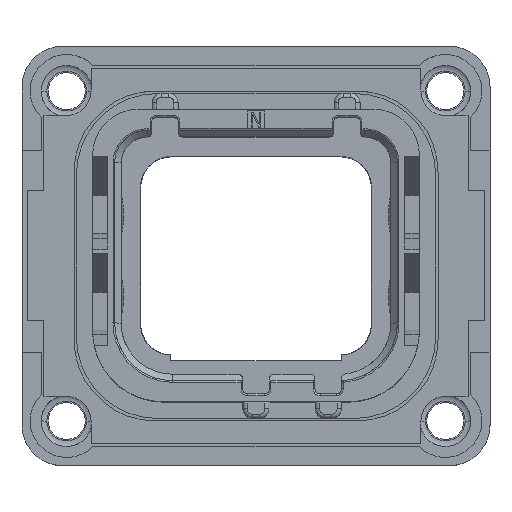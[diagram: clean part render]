
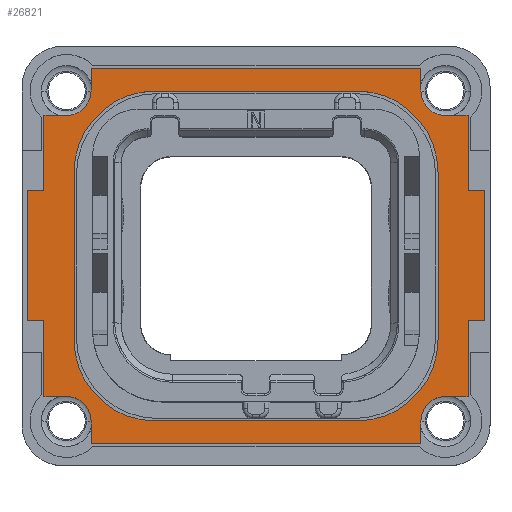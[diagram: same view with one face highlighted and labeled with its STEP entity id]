
A CAD part, top view. The second image highlights one B-rep face of the part: STEP entity #26821.
In plain terms, the highlighted planar face has unit normal (0, 0, 1).
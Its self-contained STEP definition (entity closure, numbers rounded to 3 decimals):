
#961=DIRECTION('',(0.,-1.,0.));
#962=VECTOR('',#961,4.65);
#963=CARTESIAN_POINT('',(-13.05,-4.,2.31));
#964=LINE('',#963,#962);
#965=DIRECTION('',(1.,0.,0.));
#966=VECTOR('',#965,1.);
#967=CARTESIAN_POINT('',(-14.05,-4.,2.31));
#968=LINE('',#967,#966);
#969=DIRECTION('',(0.,-1.,0.));
#970=VECTOR('',#969,8.);
#971=CARTESIAN_POINT('',(-14.05,4.,2.31));
#972=LINE('',#971,#970);
#973=DIRECTION('',(-1.,0.,0.));
#974=VECTOR('',#973,1.);
#975=CARTESIAN_POINT('',(-13.05,4.,2.31));
#976=LINE('',#975,#974);
#977=DIRECTION('',(0.,-1.,0.));
#978=VECTOR('',#977,4.65);
#979=CARTESIAN_POINT('',(-13.05,8.65,2.31));
#980=LINE('',#979,#978);
#981=DIRECTION('',(1.,0.,0.));
#982=VECTOR('',#981,1.4);
#983=CARTESIAN_POINT('',(-13.05,8.65,2.31));
#984=LINE('',#983,#982);
#985=CARTESIAN_POINT('',(-11.65,10.15,2.31));
#986=DIRECTION('',(0.,0.,1.));
#987=DIRECTION('',(0.,-1.,0.));
#988=AXIS2_PLACEMENT_3D('',#985,#986,#987);
#990=DIRECTION('',(0.,-1.,0.));
#991=VECTOR('',#990,1.4);
#992=CARTESIAN_POINT('',(-10.15,11.55,2.31));
#993=LINE('',#992,#991);
#994=DIRECTION('',(-1.,0.,0.));
#995=VECTOR('',#994,20.3);
#996=CARTESIAN_POINT('',(10.15,11.55,2.31));
#997=LINE('',#996,#995);
#998=DIRECTION('',(0.,-1.,0.));
#999=VECTOR('',#998,1.4);
#1000=CARTESIAN_POINT('',(10.15,11.55,2.31));
#1001=LINE('',#1000,#999);
#1002=CARTESIAN_POINT('',(11.65,10.15,2.31));
#1003=DIRECTION('',(0.,0.,1.));
#1004=DIRECTION('',(-1.,0.,0.));
#1005=AXIS2_PLACEMENT_3D('',#1002,#1003,#1004);
#1007=DIRECTION('',(-1.,0.,0.));
#1008=VECTOR('',#1007,1.4);
#1009=CARTESIAN_POINT('',(13.05,8.65,2.31));
#1010=LINE('',#1009,#1008);
#1011=DIRECTION('',(0.,1.,0.));
#1012=VECTOR('',#1011,4.65);
#1013=CARTESIAN_POINT('',(13.05,4.,2.31));
#1014=LINE('',#1013,#1012);
#1015=DIRECTION('',(-1.,0.,0.));
#1016=VECTOR('',#1015,1.);
#1017=CARTESIAN_POINT('',(14.05,4.,2.31));
#1018=LINE('',#1017,#1016);
#1019=DIRECTION('',(0.,1.,0.));
#1020=VECTOR('',#1019,8.);
#1021=CARTESIAN_POINT('',(14.05,-4.,2.31));
#1022=LINE('',#1021,#1020);
#1023=DIRECTION('',(1.,0.,0.));
#1024=VECTOR('',#1023,1.);
#1025=CARTESIAN_POINT('',(13.05,-4.,2.31));
#1026=LINE('',#1025,#1024);
#1027=DIRECTION('',(0.,1.,0.));
#1028=VECTOR('',#1027,4.65);
#1029=CARTESIAN_POINT('',(13.05,-8.65,2.31));
#1030=LINE('',#1029,#1028);
#1031=DIRECTION('',(-1.,0.,0.));
#1032=VECTOR('',#1031,1.4);
#1033=CARTESIAN_POINT('',(13.05,-8.65,2.31));
#1034=LINE('',#1033,#1032);
#1035=CARTESIAN_POINT('',(11.65,-10.15,2.31));
#1036=DIRECTION('',(0.,0.,1.));
#1037=DIRECTION('',(0.,1.,0.));
#1038=AXIS2_PLACEMENT_3D('',#1035,#1036,#1037);
#1040=DIRECTION('',(0.,1.,0.));
#1041=VECTOR('',#1040,1.4);
#1042=CARTESIAN_POINT('',(10.15,-11.55,2.31));
#1043=LINE('',#1042,#1041);
#1044=DIRECTION('',(1.,0.,0.));
#1045=VECTOR('',#1044,20.3);
#1046=CARTESIAN_POINT('',(-10.15,-11.55,2.31));
#1047=LINE('',#1046,#1045);
#1048=DIRECTION('',(0.,1.,0.));
#1049=VECTOR('',#1048,1.4);
#1050=CARTESIAN_POINT('',(-10.15,-11.55,2.31));
#1051=LINE('',#1050,#1049);
#1052=CARTESIAN_POINT('',(-11.65,-10.15,2.31));
#1053=DIRECTION('',(0.,0.,1.));
#1054=DIRECTION('',(1.,0.,0.));
#1055=AXIS2_PLACEMENT_3D('',#1052,#1053,#1054);
#1057=DIRECTION('',(1.,0.,0.));
#1058=VECTOR('',#1057,1.4);
#1059=CARTESIAN_POINT('',(-13.05,-8.65,2.31));
#1060=LINE('',#1059,#1058);
#1061=DIRECTION('',(0.,-1.,0.));
#1062=VECTOR('',#1061,10.3);
#1063=CARTESIAN_POINT('',(11.2,5.15,2.31));
#1064=LINE('',#1063,#1062);
#1065=DIRECTION('',(1.,0.,0.));
#1066=VECTOR('',#1065,12.4);
#1067=CARTESIAN_POINT('',(-6.2,10.15,2.31));
#1068=LINE('',#1067,#1066);
#1069=DIRECTION('',(0.,1.,0.));
#1070=VECTOR('',#1069,10.3);
#1071=CARTESIAN_POINT('',(-11.2,-5.15,2.31));
#1072=LINE('',#1071,#1070);
#1073=DIRECTION('',(-1.,0.,0.));
#1074=VECTOR('',#1073,12.4);
#1075=CARTESIAN_POINT('',(6.2,-10.15,2.31));
#1076=LINE('',#1075,#1074);
#1181=CARTESIAN_POINT('',(-6.2,-5.15,2.31));
#1182=DIRECTION('',(0.,0.,-1.));
#1183=DIRECTION('',(0.,-1.,0.));
#1184=AXIS2_PLACEMENT_3D('',#1181,#1182,#1183);
#1194=CARTESIAN_POINT('',(6.2,-5.15,2.31));
#1195=DIRECTION('',(0.,0.,-1.));
#1196=DIRECTION('',(1.,0.,0.));
#1197=AXIS2_PLACEMENT_3D('',#1194,#1195,#1196);
#1199=CARTESIAN_POINT('',(-6.2,5.15,2.31));
#1200=DIRECTION('',(0.,0.,-1.));
#1201=DIRECTION('',(-1.,0.,0.));
#1202=AXIS2_PLACEMENT_3D('',#1199,#1200,#1201);
#1212=CARTESIAN_POINT('',(6.2,5.15,2.31));
#1213=DIRECTION('',(0.,0.,-1.));
#1214=DIRECTION('',(0.,1.,0.));
#1215=AXIS2_PLACEMENT_3D('',#1212,#1213,#1214);
#24916=CARTESIAN_POINT('',(-11.2,-5.15,2.31));
#24917=CARTESIAN_POINT('',(-11.2,5.15,2.31));
#24918=VERTEX_POINT('',#24916);
#24919=VERTEX_POINT('',#24917);
#24920=CARTESIAN_POINT('',(-6.2,10.15,2.31));
#24921=CARTESIAN_POINT('',(6.2,10.15,2.31));
#24922=VERTEX_POINT('',#24920);
#24923=VERTEX_POINT('',#24921);
#24924=CARTESIAN_POINT('',(11.2,5.15,2.31));
#24925=CARTESIAN_POINT('',(11.2,-5.15,2.31));
#24926=VERTEX_POINT('',#24924);
#24927=VERTEX_POINT('',#24925);
#24928=CARTESIAN_POINT('',(6.2,-10.15,2.31));
#24929=CARTESIAN_POINT('',(-6.2,-10.15,2.31));
#24930=VERTEX_POINT('',#24928);
#24931=VERTEX_POINT('',#24929);
#24948=CARTESIAN_POINT('',(10.15,10.15,2.31));
#24949=CARTESIAN_POINT('',(11.65,8.65,2.31));
#24950=VERTEX_POINT('',#24948);
#24951=VERTEX_POINT('',#24949);
#24952=CARTESIAN_POINT('',(13.05,8.65,2.31));
#24953=VERTEX_POINT('',#24952);
#24954=CARTESIAN_POINT('',(10.15,11.55,2.31));
#24955=VERTEX_POINT('',#24954);
#24956=CARTESIAN_POINT('',(11.65,-8.65,2.31));
#24957=CARTESIAN_POINT('',(10.15,-10.15,2.31));
#24958=VERTEX_POINT('',#24956);
#24959=VERTEX_POINT('',#24957);
#24960=CARTESIAN_POINT('',(10.15,-11.55,2.31));
#24961=VERTEX_POINT('',#24960);
#24962=CARTESIAN_POINT('',(13.05,-8.65,2.31));
#24963=VERTEX_POINT('',#24962);
#24964=CARTESIAN_POINT('',(-10.15,-10.15,2.31));
#24965=CARTESIAN_POINT('',(-11.65,-8.65,2.31));
#24966=VERTEX_POINT('',#24964);
#24967=VERTEX_POINT('',#24965);
#24968=CARTESIAN_POINT('',(-13.05,-8.65,2.31));
#24969=VERTEX_POINT('',#24968);
#24970=CARTESIAN_POINT('',(-10.15,-11.55,2.31));
#24971=VERTEX_POINT('',#24970);
#24972=CARTESIAN_POINT('',(-10.15,11.55,2.31));
#24973=CARTESIAN_POINT('',(-10.15,10.15,2.31));
#24974=VERTEX_POINT('',#24972);
#24975=VERTEX_POINT('',#24973);
#24976=CARTESIAN_POINT('',(-13.05,8.65,2.31));
#24977=CARTESIAN_POINT('',(-11.65,8.65,2.31));
#24978=VERTEX_POINT('',#24976);
#24979=VERTEX_POINT('',#24977);
#24980=CARTESIAN_POINT('',(14.05,-4.,2.31));
#24981=CARTESIAN_POINT('',(14.05,4.,2.31));
#24982=VERTEX_POINT('',#24980);
#24983=VERTEX_POINT('',#24981);
#24984=CARTESIAN_POINT('',(-14.05,4.,2.31));
#24985=CARTESIAN_POINT('',(-14.05,-4.,2.31));
#24986=VERTEX_POINT('',#24984);
#24987=VERTEX_POINT('',#24985);
#24988=CARTESIAN_POINT('',(13.05,-4.,2.31));
#24989=VERTEX_POINT('',#24988);
#24990=CARTESIAN_POINT('',(13.05,4.,2.31));
#24991=VERTEX_POINT('',#24990);
#24992=CARTESIAN_POINT('',(-13.05,4.,2.31));
#24993=VERTEX_POINT('',#24992);
#24994=CARTESIAN_POINT('',(-13.05,-4.,2.31));
#24995=VERTEX_POINT('',#24994);
#26768=CARTESIAN_POINT('',(0.,0.,2.31));
#26769=DIRECTION('',(0.,0.,1.));
#26770=DIRECTION('',(1.,0.,0.));
#26771=AXIS2_PLACEMENT_3D('',#26768,#26769,#26770);
#26772=PLANE('',#26771);
#26773=ORIENTED_EDGE('',*,*,#26392,.F.);
#26774=ORIENTED_EDGE('',*,*,#26406,.F.);
#26775=ORIENTED_EDGE('',*,*,#26420,.F.);
#26776=ORIENTED_EDGE('',*,*,#26434,.F.);
#26777=ORIENTED_EDGE('',*,*,#26448,.F.);
#26778=ORIENTED_EDGE('',*,*,#26464,.T.);
#26780=ORIENTED_EDGE('',*,*,#26779,.T.);
#26781=ORIENTED_EDGE('',*,*,#26523,.F.);
#26782=ORIENTED_EDGE('',*,*,#26539,.F.);
#26783=ORIENTED_EDGE('',*,*,#26555,.T.);
#26785=ORIENTED_EDGE('',*,*,#26784,.T.);
#26786=ORIENTED_EDGE('',*,*,#26614,.F.);
#26787=ORIENTED_EDGE('',*,*,#26630,.F.);
#26788=ORIENTED_EDGE('',*,*,#26644,.F.);
#26789=ORIENTED_EDGE('',*,*,#26658,.F.);
#26790=ORIENTED_EDGE('',*,*,#26672,.F.);
#26791=ORIENTED_EDGE('',*,*,#26686,.F.);
#26792=ORIENTED_EDGE('',*,*,#26702,.T.);
#26794=ORIENTED_EDGE('',*,*,#26793,.T.);
#26795=ORIENTED_EDGE('',*,*,#26760,.F.);
#26796=ORIENTED_EDGE('',*,*,#26300,.F.);
#26797=ORIENTED_EDGE('',*,*,#26317,.T.);
#26799=ORIENTED_EDGE('',*,*,#26798,.T.);
#26800=ORIENTED_EDGE('',*,*,#26376,.F.);
#26801=EDGE_LOOP('',(#26773,#26774,#26775,#26776,#26777,#26778,#26780,#26781,
#26782,#26783,#26785,#26786,#26787,#26788,#26789,#26790,#26791,#26792,#26794,
#26795,#26796,#26797,#26799,#26800));
#26802=FACE_OUTER_BOUND('',#26801,.F.);
#26804=ORIENTED_EDGE('',*,*,#26803,.F.);
#26806=ORIENTED_EDGE('',*,*,#26805,.F.);
#26808=ORIENTED_EDGE('',*,*,#26807,.F.);
#26810=ORIENTED_EDGE('',*,*,#26809,.F.);
#26812=ORIENTED_EDGE('',*,*,#26811,.F.);
#26814=ORIENTED_EDGE('',*,*,#26813,.F.);
#26816=ORIENTED_EDGE('',*,*,#26815,.F.);
#26818=ORIENTED_EDGE('',*,*,#26817,.F.);
#26819=EDGE_LOOP('',(#26804,#26806,#26808,#26810,#26812,#26814,#26816,#26818));
#26820=FACE_BOUND('',#26819,.F.);
#26821=ADVANCED_FACE('',(#26802,#26820),#26772,.T.);
#989=CIRCLE('',#988,1.5);
#1006=CIRCLE('',#1005,1.5);
#1039=CIRCLE('',#1038,1.5);
#1056=CIRCLE('',#1055,1.5);
#1185=CIRCLE('',#1184,5.);
#1198=CIRCLE('',#1197,5.);
#1203=CIRCLE('',#1202,5.);
#1216=CIRCLE('',#1215,5.);
#26300=EDGE_CURVE('',#24971,#24961,#1047,.T.);
#26317=EDGE_CURVE('',#24971,#24966,#1051,.T.);
#26376=EDGE_CURVE('',#24969,#24967,#1060,.T.);
#26392=EDGE_CURVE('',#24995,#24969,#964,.T.);
#26406=EDGE_CURVE('',#24987,#24995,#968,.T.);
#26420=EDGE_CURVE('',#24986,#24987,#972,.T.);
#26434=EDGE_CURVE('',#24993,#24986,#976,.T.);
#26448=EDGE_CURVE('',#24978,#24993,#980,.T.);
#26464=EDGE_CURVE('',#24978,#24979,#984,.T.);
#26523=EDGE_CURVE('',#24974,#24975,#993,.T.);
#26539=EDGE_CURVE('',#24955,#24974,#997,.T.);
#26555=EDGE_CURVE('',#24955,#24950,#1001,.T.);
#26614=EDGE_CURVE('',#24953,#24951,#1010,.T.);
#26630=EDGE_CURVE('',#24991,#24953,#1014,.T.);
#26644=EDGE_CURVE('',#24983,#24991,#1018,.T.);
#26658=EDGE_CURVE('',#24982,#24983,#1022,.T.);
#26672=EDGE_CURVE('',#24989,#24982,#1026,.T.);
#26686=EDGE_CURVE('',#24963,#24989,#1030,.T.);
#26702=EDGE_CURVE('',#24963,#24958,#1034,.T.);
#26760=EDGE_CURVE('',#24961,#24959,#1043,.T.);
#26779=EDGE_CURVE('',#24979,#24975,#989,.T.);
#26784=EDGE_CURVE('',#24950,#24951,#1006,.T.);
#26793=EDGE_CURVE('',#24958,#24959,#1039,.T.);
#26798=EDGE_CURVE('',#24966,#24967,#1056,.T.);
#26803=EDGE_CURVE('',#24926,#24927,#1064,.T.);
#26805=EDGE_CURVE('',#24923,#24926,#1216,.T.);
#26807=EDGE_CURVE('',#24922,#24923,#1068,.T.);
#26809=EDGE_CURVE('',#24919,#24922,#1203,.T.);
#26811=EDGE_CURVE('',#24918,#24919,#1072,.T.);
#26813=EDGE_CURVE('',#24931,#24918,#1185,.T.);
#26815=EDGE_CURVE('',#24930,#24931,#1076,.T.);
#26817=EDGE_CURVE('',#24927,#24930,#1198,.T.);
